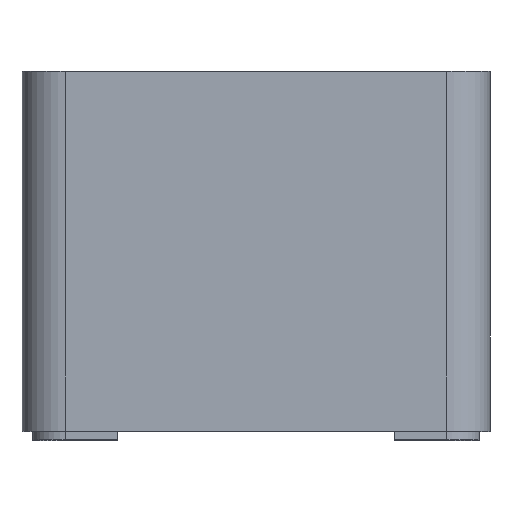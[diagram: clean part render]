
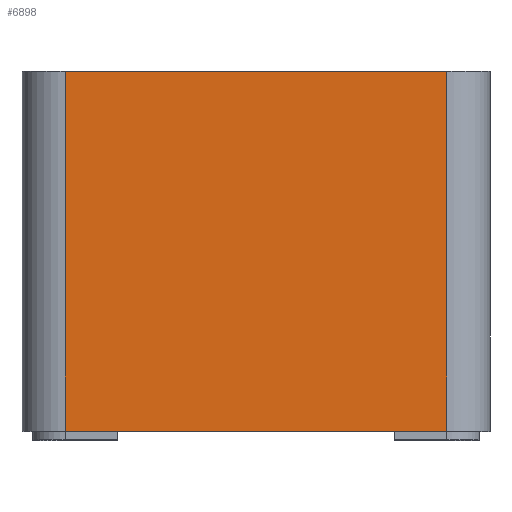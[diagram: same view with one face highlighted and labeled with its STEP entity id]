
A CAD part, top view. The second image highlights one B-rep face of the part: STEP entity #6898.
In plain terms, the highlighted planar face has unit normal (0, 0, 1).
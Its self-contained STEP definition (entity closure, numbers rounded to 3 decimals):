
#704=PLANE('',#7209);
#1116=FACE_OUTER_BOUND('',#1524,.T.);
#1524=EDGE_LOOP('',(#6511,#6512,#6513,#6514));
#1647=LINE('',#9573,#2242);
#1983=LINE('',#13055,#2578);
#2120=LINE('',#13412,#2715);
#2121=LINE('',#13414,#2716);
#2242=VECTOR('',#7484,10.);
#2578=VECTOR('',#8022,10.);
#2715=VECTOR('',#8391,10.);
#2716=VECTOR('',#8394,10.);
#3080=VERTEX_POINT('',#9570);
#3081=VERTEX_POINT('',#9572);
#3379=VERTEX_POINT('',#13052);
#3380=VERTEX_POINT('',#13054);
#3781=EDGE_CURVE('',#3081,#3080,#1647,.T.);
#4319=EDGE_CURVE('',#3379,#3380,#1983,.T.);
#4498=EDGE_CURVE('',#3080,#3380,#2120,.T.);
#4499=EDGE_CURVE('',#3081,#3379,#2121,.T.);
#6511=ORIENTED_EDGE('',*,*,#3781,.T.);
#6512=ORIENTED_EDGE('',*,*,#4498,.T.);
#6513=ORIENTED_EDGE('',*,*,#4319,.F.);
#6514=ORIENTED_EDGE('',*,*,#4499,.F.);
#6898=ADVANCED_FACE('',(#1116),#704,.T.);
#7209=AXIS2_PLACEMENT_3D('',#13413,#8392,#8393);
#7484=DIRECTION('',(1.,0.,0.));
#8022=DIRECTION('',(1.,0.,0.));
#8391=DIRECTION('',(0.,1.,0.));
#8392=DIRECTION('center_axis',(0.,0.,1.));
#8393=DIRECTION('ref_axis',(1.,0.,0.));
#8394=DIRECTION('',(0.,1.,0.));
#9570=CARTESIAN_POINT('',(22.,0.,27.));
#9572=CARTESIAN_POINT('',(-22.,0.,27.));
#9573=CARTESIAN_POINT('',(-22.,0.,27.));
#13052=CARTESIAN_POINT('',(-22.,41.5,27.));
#13054=CARTESIAN_POINT('',(22.,41.5,27.));
#13055=CARTESIAN_POINT('',(-22.,41.5,27.));
#13412=CARTESIAN_POINT('',(22.,0.,27.));
#13413=CARTESIAN_POINT('Origin',(-22.,0.,27.));
#13414=CARTESIAN_POINT('',(-22.,0.,27.));
